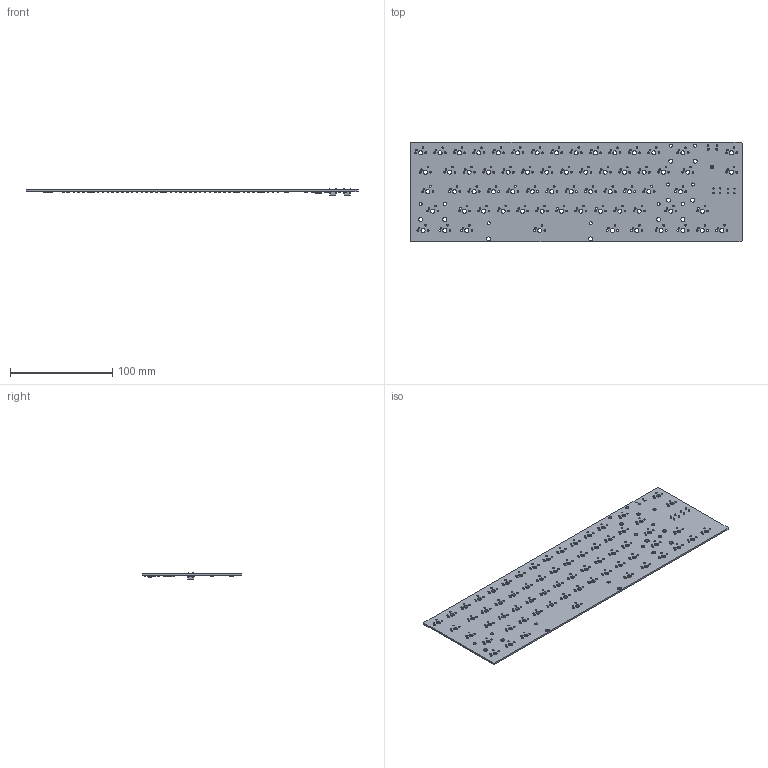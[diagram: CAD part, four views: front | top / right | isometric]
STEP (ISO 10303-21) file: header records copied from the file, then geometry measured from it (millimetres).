
FILE_DESCRIPTION(('KiCad electronic assembly'),'2;1');
FILE_NAME('keyboard_pcb.step','2024-06-18T13:35:34',('Pcbnew'),('Kicad') ,'Open CASCADE STEP processor 7.7','KiCad to STEP converter','Unknown' );
FILE_SCHEMA(('AUTOMOTIVE_DESIGN { 1 0 10303 214 1 1 1 1 }'));
Length unit declared in the file: millimetre
Products named in the file (16): keyboard_pcb 1; C_0402_1005Metric; D_SOD-123; D_SOD_123; R_01005_0402Metric; Crystal_SMD_Abracon_ABM8G-4Pin_3.2x2.5mm; SW_PUSH_6mm; QFN-56-1EP_7x7mm_P0.4mm_EP5.6x5.6mm; QFN-56-1EP_7x7mm_Pitch0.4mm; SOT-223; SOT_223; keyboard_pcb_PCB
Assembly tree (103 placements, depth 3):
  keyboard_pcb 1
    C_0402_1005Metric  x16
      C_0402_1005Metric
    D_SOD-123  x66
      D_SOD_123
    R_01005_0402Metric  x8
      R_01005_0402Metric
    Crystal_SMD_Abracon_ABM8G-4Pin_3.2x2.5mm
      Crystal_SMD_Abracon_ABM8G-4Pin_3.2x2.5mm
    SW_PUSH_6mm  x2
      SW_PUSH_6mm
    QFN-56-1EP_7x7mm_P0.4mm_EP5.6x5.6mm
      QFN-56-1EP_7x7mm_Pitch0.4mm
    SOT-223
      SOT_223
    keyboard_pcb_PCB
Bounding box: 325.44 x 97.63 x 7.8 mm (x, y, z)
Volume: 48985.6 mm3; surface area: 67685.4 mm2
Topology: 96 solids, 96 shells, 6143 faces, 15047 edges, 9208 vertices
Faces by surface type: plane 3077, bspline 1732, cylinder 1332, torus 2
Full cylindrical faces by diameter (mm): 0.35 x9, 0.5 x1, 0.65 x2, 1 x8, 1.1 x8, 1.524 x132, 1.75 x132, 3.048 x10, 3.5 x2, 3.988 x76
Entity records: 42551 total; most frequent: CARTESIAN_POINT 6454, DIRECTION 6380, ORIENTED_EDGE 6148, EDGE_CURVE 3074, AXIS2_PLACEMENT_3D 2211, VERTEX_POINT 2021, LINE 1958, VECTOR 1958
